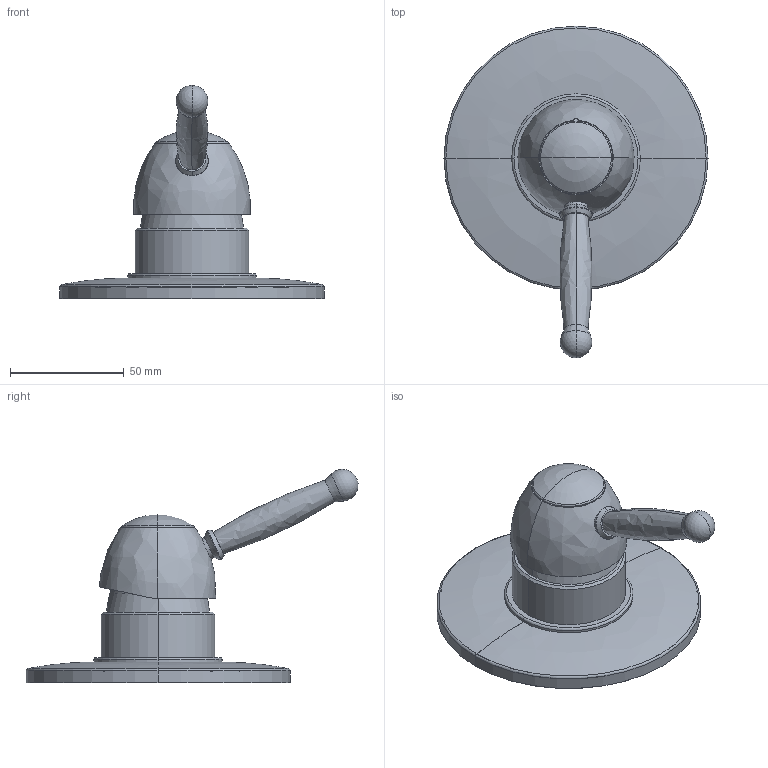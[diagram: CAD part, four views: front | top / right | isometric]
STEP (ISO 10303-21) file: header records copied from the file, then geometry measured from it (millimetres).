
FILE_DESCRIPTION((''),'2;1');
FILE_NAME('GI010CR','2021-04-30T17:22:57',('ut3'),('PAFFONI SpA'),'CREO PARAMETRIC BY PTC INC, 2020044','CREO PARAMETRIC BY PTC INC, 2020044','');
FILE_SCHEMA(('CONFIG_CONTROL_DESIGN','SHAPE_APPEARANCE_LAYERS_GROUPS'));
Length unit declared in the file: millimetre
Products named in the file (1): GI010CR
Bounding box: 116 x 145.87 x 93.65 mm (x, y, z)
Volume: 86977.4 mm3; surface area: 72241.1 mm2
Topology: 1 solids, 1 shells, 966 faces, 2643 edges, 1676 vertices
Faces by surface type: plane 561, cylinder 237, torus 81, cone 57, bspline 18, sphere 12
Entity records: 39487 total; most frequent: CARTESIAN_POINT 8329, ORIENTED_EDGE 5258, DIRECTION 4979, EDGE_CURVE 2629, AXIS2_PLACEMENT_3D 1774, VERTEX_POINT 1676, VECTOR 1431, LINE 1431
